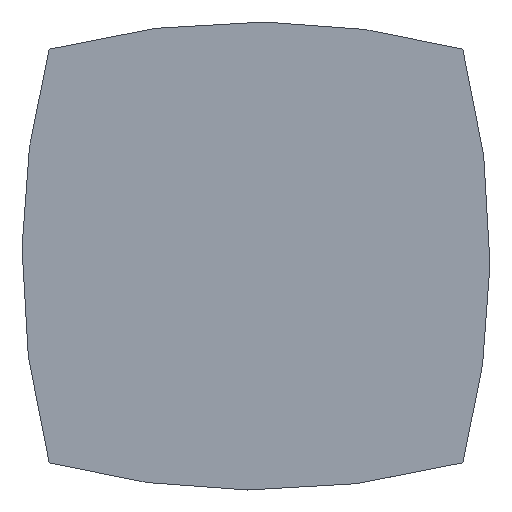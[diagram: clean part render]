
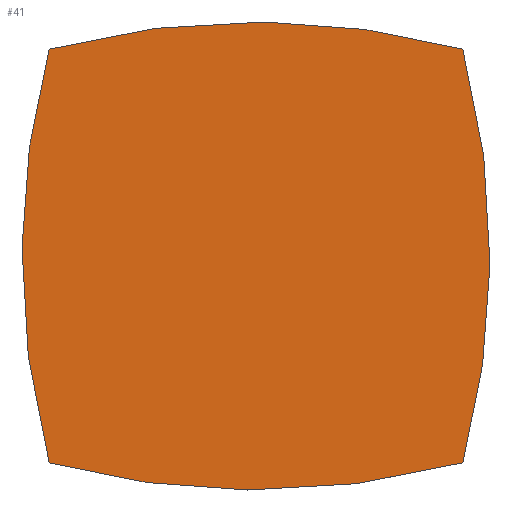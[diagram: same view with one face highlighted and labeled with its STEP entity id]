
A CAD part, top view. The second image highlights one B-rep face of the part: STEP entity #41.
In plain terms, the highlighted planar face has unit normal (0, 0, 1).
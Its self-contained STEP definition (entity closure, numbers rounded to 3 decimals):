
#41=ADVANCED_FACE('',(#143),#1342,.T.);
#143=FACE_OUTER_BOUND('',#245,.T.);
#245=EDGE_LOOP('',(#347,#348,#349,#350));
#347=ORIENTED_EDGE('',*,*,#773,.F.);
#348=ORIENTED_EDGE('',*,*,#770,.F.);
#349=ORIENTED_EDGE('',*,*,#767,.F.);
#350=ORIENTED_EDGE('',*,*,#763,.F.);
#763=EDGE_CURVE('',#1182,#1185,#1118,.T.);
#767=EDGE_CURVE('',#1185,#1184,#1122,.T.);
#770=EDGE_CURVE('',#1184,#1183,#1125,.T.);
#773=EDGE_CURVE('',#1183,#1182,#1128,.T.);
#1118=(
BOUNDED_CURVE()
B_SPLINE_CURVE(2,(#1723,#1724,#1725),.UNSPECIFIED.,.F.,.F.)
B_SPLINE_CURVE_WITH_KNOTS((3,3),(-4612.451,-3843.709),
 .UNSPECIFIED.)
CURVE()
GEOMETRIC_REPRESENTATION_ITEM()
RATIONAL_B_SPLINE_CURVE((1.,0.966,1.))
REPRESENTATION_ITEM('')
);
#1122=(
BOUNDED_CURVE()
B_SPLINE_CURVE(2,(#1733,#1734,#1735),.UNSPECIFIED.,.F.,.F.)
B_SPLINE_CURVE_WITH_KNOTS((3,3),(-3843.709,-3074.967),
 .UNSPECIFIED.)
CURVE()
GEOMETRIC_REPRESENTATION_ITEM()
RATIONAL_B_SPLINE_CURVE((1.,0.966,1.))
REPRESENTATION_ITEM('')
);
#1125=(
BOUNDED_CURVE()
B_SPLINE_CURVE(2,(#1741,#1742,#1743),.UNSPECIFIED.,.F.,.F.)
B_SPLINE_CURVE_WITH_KNOTS((3,3),(-3074.967,-2306.225),
 .UNSPECIFIED.)
CURVE()
GEOMETRIC_REPRESENTATION_ITEM()
RATIONAL_B_SPLINE_CURVE((1.,0.966,1.))
REPRESENTATION_ITEM('')
);
#1128=(
BOUNDED_CURVE()
B_SPLINE_CURVE(2,(#1749,#1750,#1751),.UNSPECIFIED.,.F.,.F.)
B_SPLINE_CURVE_WITH_KNOTS((3,3),(-2306.225,-1537.484),
 .UNSPECIFIED.)
CURVE()
GEOMETRIC_REPRESENTATION_ITEM()
RATIONAL_B_SPLINE_CURVE((1.,0.966,1.))
REPRESENTATION_ITEM('')
);
#1182=VERTEX_POINT('',#1711);
#1183=VERTEX_POINT('',#1712);
#1184=VERTEX_POINT('',#1713);
#1185=VERTEX_POINT('',#1714);
#1342=PLANE('',#1504);
#1504=AXIS2_PLACEMENT_3D('',#1661,#1582,$);
#1582=DIRECTION('',(0.,0.,1.));
#1661=CARTESIAN_POINT('',(-319.979,319.979,469.));
#1711=CARTESIAN_POINT('',(-247.442,247.442,469.));
#1712=CARTESIAN_POINT('',(-247.442,-247.442,469.));
#1713=CARTESIAN_POINT('',(247.442,-247.442,469.));
#1714=CARTESIAN_POINT('',(247.442,247.442,469.));
#1723=CARTESIAN_POINT('',(-247.442,247.442,469.));
#1724=CARTESIAN_POINT('',(0.,313.705,469.));
#1725=CARTESIAN_POINT('',(247.442,247.442,469.));
#1733=CARTESIAN_POINT('',(247.442,247.442,469.));
#1734=CARTESIAN_POINT('',(313.705,0.,469.));
#1735=CARTESIAN_POINT('',(247.442,-247.442,469.));
#1741=CARTESIAN_POINT('',(247.442,-247.442,469.));
#1742=CARTESIAN_POINT('',(0.,-313.705,469.));
#1743=CARTESIAN_POINT('',(-247.442,-247.442,469.));
#1749=CARTESIAN_POINT('',(-247.442,-247.442,469.));
#1750=CARTESIAN_POINT('',(-313.705,0.,469.));
#1751=CARTESIAN_POINT('',(-247.442,247.442,469.));
